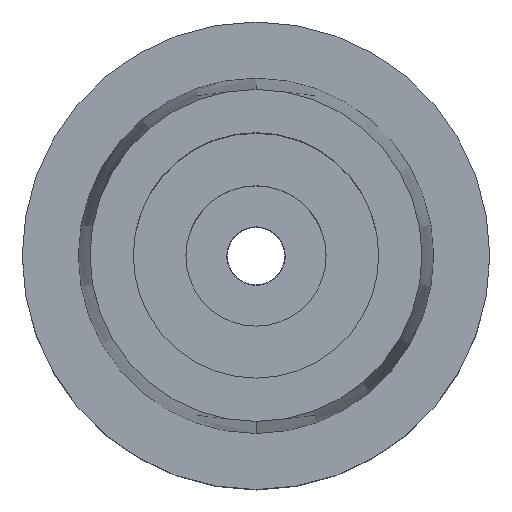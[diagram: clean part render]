
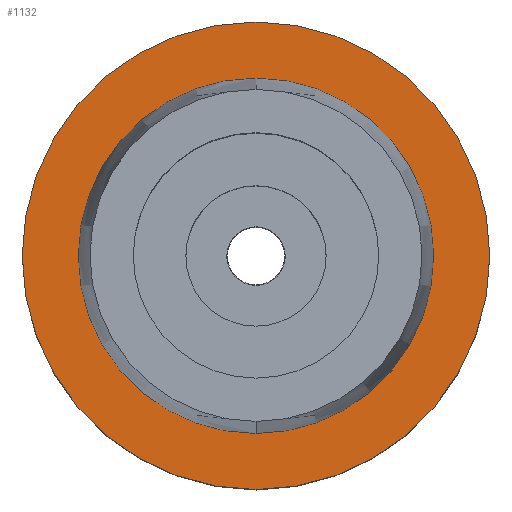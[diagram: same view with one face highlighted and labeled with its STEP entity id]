
A CAD part, top view. The second image highlights one B-rep face of the part: STEP entity #1132.
In plain terms, the highlighted planar face has unit normal (0, 0, 1).
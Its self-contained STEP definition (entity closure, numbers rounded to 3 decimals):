
#1 = CARTESIAN_POINT ( 'NONE',  ( 0., 0., 0. ) ) ;
#175 = FACE_BOUND ( 'NONE', #1611, .T. ) ;
#316 = CARTESIAN_POINT ( 'NONE',  ( 0., 0., 0. ) ) ;
#325 = CARTESIAN_POINT ( 'NONE',  ( 0., 0., 0. ) ) ;
#382 = CIRCLE ( 'NONE', #2578, 20. ) ;
#406 = FACE_OUTER_BOUND ( 'NONE', #1908, .T. ) ;
#453 = DIRECTION ( 'NONE',  ( 0., -1., 0. ) ) ;
#633 = DIRECTION ( 'NONE',  ( 1., 0., 0. ) ) ;
#638 = AXIS2_PLACEMENT_3D ( 'NONE', #325, #1572, #963 ) ;
#685 = AXIS2_PLACEMENT_3D ( 'NONE', #1, #881, #453 ) ;
#691 = VERTEX_POINT ( 'NONE', #1544 ) ;
#770 = CARTESIAN_POINT ( 'NONE',  ( 0., 0., 0. ) ) ;
#788 = EDGE_CURVE ( 'NONE', #2391, #2172, #2282, .T. ) ;
#794 = ORIENTED_EDGE ( 'NONE', *, *, #2464, .F. ) ;
#881 = DIRECTION ( 'NONE',  ( 0., 0., 1. ) ) ;
#963 = DIRECTION ( 'NONE',  ( 0., 1., 0. ) ) ;
#1132 = ADVANCED_FACE ( 'NONE', ( #406, #175 ), #1446, .T. ) ;
#1157 = DIRECTION ( 'NONE',  ( 0., 0., -1. ) ) ;
#1221 = CARTESIAN_POINT ( 'NONE',  ( 0., 15.2, 0. ) ) ;
#1251 = CARTESIAN_POINT ( 'NONE',  ( 0., 0., 0. ) ) ;
#1376 = CARTESIAN_POINT ( 'NONE',  ( 0., -20., 0. ) ) ;
#1388 = AXIS2_PLACEMENT_3D ( 'NONE', #770, #2619, #2230 ) ;
#1414 = VERTEX_POINT ( 'NONE', #1221 ) ;
#1446 = PLANE ( 'NONE',  #1934 ) ;
#1447 = ORIENTED_EDGE ( 'NONE', *, *, #2281, .F. ) ;
#1544 = CARTESIAN_POINT ( 'NONE',  ( 0., -15.2, 0. ) ) ;
#1572 = DIRECTION ( 'NONE',  ( 0., 0., -1. ) ) ;
#1611 = EDGE_LOOP ( 'NONE', ( #1447, #794 ) ) ;
#1775 = DIRECTION ( 'NONE',  ( 0., -1., 0. ) ) ;
#1908 = EDGE_LOOP ( 'NONE', ( #2466, #2607 ) ) ;
#1934 = AXIS2_PLACEMENT_3D ( 'NONE', #1251, #2070, #633 ) ;
#2070 = DIRECTION ( 'NONE',  ( 0., 0., 1. ) ) ;
#2166 = EDGE_CURVE ( 'NONE', #2172, #2391, #382, .T. ) ;
#2172 = VERTEX_POINT ( 'NONE', #1376 ) ;
#2230 = DIRECTION ( 'NONE',  ( 0., 1., 0. ) ) ;
#2260 = CARTESIAN_POINT ( 'NONE',  ( 0., 20., 0. ) ) ;
#2281 = EDGE_CURVE ( 'NONE', #1414, #691, #2634, .T. ) ;
#2282 = CIRCLE ( 'NONE', #638, 20. ) ;
#2293 = CIRCLE ( 'NONE', #685, 15.2 ) ;
#2391 = VERTEX_POINT ( 'NONE', #2260 ) ;
#2464 = EDGE_CURVE ( 'NONE', #691, #1414, #2293, .T. ) ;
#2466 = ORIENTED_EDGE ( 'NONE', *, *, #788, .F. ) ;
#2578 = AXIS2_PLACEMENT_3D ( 'NONE', #316, #1157, #1775 ) ;
#2607 = ORIENTED_EDGE ( 'NONE', *, *, #2166, .F. ) ;
#2619 = DIRECTION ( 'NONE',  ( 0., 0., 1. ) ) ;
#2634 = CIRCLE ( 'NONE', #1388, 15.2 ) ;
